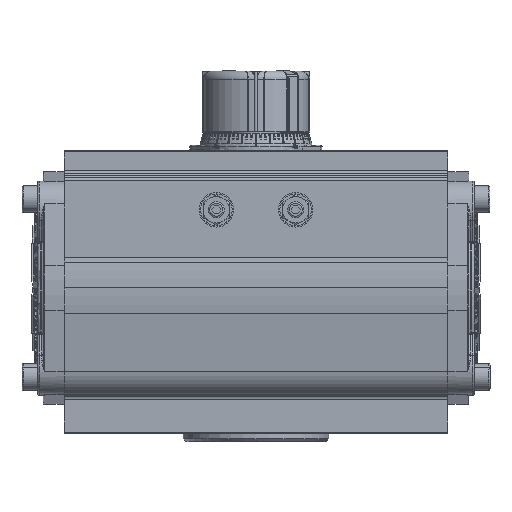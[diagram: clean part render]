
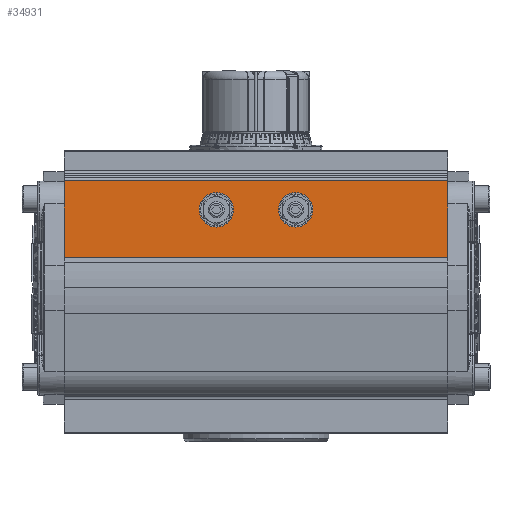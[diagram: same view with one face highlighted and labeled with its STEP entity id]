
A CAD part, top view. The second image highlights one B-rep face of the part: STEP entity #34931.
In plain terms, the highlighted face is planar.
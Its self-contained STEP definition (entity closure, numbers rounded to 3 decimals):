
#633 = DIRECTION ( 'NONE',  ( -1., 0., 0. ) ) ;
#646 = DIRECTION ( 'NONE',  ( 0., 0., 1. ) ) ;
#656 = CARTESIAN_POINT ( 'NONE',  ( -19.876, -0.323, 30. ) ) ;
#2103 = FACE_BOUND ( 'NONE', #34958, .T. ) ;
#2129 = PLANE ( 'NONE',  #2132 ) ;
#2130 = FACE_OUTER_BOUND ( 'NONE', #34835, .T. ) ;
#2132 = AXIS2_PLACEMENT_3D ( 'NONE', #656, #633, #646 ) ;
#2140 = CARTESIAN_POINT ( 'NONE',  ( -19.876, -72.773, -1. ) ) ;
#2141 = CARTESIAN_POINT ( 'NONE',  ( -19.876, 72.127, -1. ) ) ;
#2142 = DIRECTION ( 'NONE',  ( 0., 0., -1. ) ) ;
#2143 = VECTOR ( 'NONE', #2142, 1000. ) ;
#2144 = CARTESIAN_POINT ( 'NONE',  ( -19.876, 72.127, 19.234 ) ) ;
#2145 = LINE ( 'NONE', #2144, #2143 ) ;
#2148 = DIRECTION ( 'NONE',  ( 0., 1., 0. ) ) ;
#2149 = VECTOR ( 'NONE', #2148, 1000. ) ;
#2150 = FACE_BOUND ( 'NONE', #34855, .T. ) ;
#2152 = CARTESIAN_POINT ( 'NONE',  ( -19.876, -0.323, -1. ) ) ;
#2153 = LINE ( 'NONE', #2152, #2149 ) ;
#10692 = EDGE_CURVE ( 'NONE', #12361, #61837, #103050, .T. ) ;
#11336 = VERTEX_POINT ( 'NONE', #103186 ) ;
#11388 = VERTEX_POINT ( 'NONE', #103125 ) ;
#12004 = EDGE_CURVE ( 'NONE', #11336, #11388, #103397, .T. ) ;
#12207 = EDGE_CURVE ( 'NONE', #20723, #61923, #103440, .T. ) ;
#12361 = VERTEX_POINT ( 'NONE', #103481 ) ;
#20640 = EDGE_CURVE ( 'NONE', #61924, #20723, #103799, .T. ) ;
#20723 = VERTEX_POINT ( 'NONE', #103845 ) ;
#21067 = EDGE_CURVE ( 'NONE', #61900, #12361, #104237, .T. ) ;
#34835 = EDGE_LOOP ( 'NONE', ( #57783, #34920, #34923, #34922 ) ) ;
#34855 = EDGE_LOOP ( 'NONE', ( #34948, #34935, #34932 ) ) ;
#34912 = EDGE_CURVE ( 'NONE', #34916, #34918, #2153, .T. ) ;
#34913 = EDGE_CURVE ( 'NONE', #11388, #34918, #2145, .T. ) ;
#34916 = VERTEX_POINT ( 'NONE', #2140 ) ;
#34918 = VERTEX_POINT ( 'NONE', #2141 ) ;
#34920 = ORIENTED_EDGE ( 'NONE', *, *, #57784, .T. ) ;
#34922 = ORIENTED_EDGE ( 'NONE', *, *, #34913, .T. ) ;
#34923 = ORIENTED_EDGE ( 'NONE', *, *, #12004, .T. ) ;
#34931 = ADVANCED_FACE ( 'NONE', ( #2150, #2103, #2130 ), #2129, .T. ) ;
#34932 = ORIENTED_EDGE ( 'NONE', *, *, #20640, .T. ) ;
#34935 = ORIENTED_EDGE ( 'NONE', *, *, #61852, .T. ) ;
#34937 = ORIENTED_EDGE ( 'NONE', *, *, #21067, .T. ) ;
#34940 = ORIENTED_EDGE ( 'NONE', *, *, #61903, .T. ) ;
#34946 = ORIENTED_EDGE ( 'NONE', *, *, #10692, .T. ) ;
#34948 = ORIENTED_EDGE ( 'NONE', *, *, #12207, .T. ) ;
#34958 = EDGE_LOOP ( 'NONE', ( #34946, #34940, #34937 ) ) ;
#53176 = DIRECTION ( 'NONE',  ( 0., 0., 1. ) ) ;
#53177 = VECTOR ( 'NONE', #53176, 1000. ) ;
#53178 = CARTESIAN_POINT ( 'NONE',  ( -19.876, -72.773, -5.308 ) ) ;
#53179 = LINE ( 'NONE', #53178, #53177 ) ;
#57783 = ORIENTED_EDGE ( 'NONE', *, *, #34912, .F. ) ;
#57784 = EDGE_CURVE ( 'NONE', #34916, #11336, #53179, .T. ) ;
#61837 = VERTEX_POINT ( 'NONE', #72953 ) ;
#61852 = EDGE_CURVE ( 'NONE', #61923, #61924, #73053, .T. ) ;
#61900 = VERTEX_POINT ( 'NONE', #73141 ) ;
#61903 = EDGE_CURVE ( 'NONE', #61837, #61900, #73096, .T. ) ;
#61923 = VERTEX_POINT ( 'NONE', #73162 ) ;
#61924 = VERTEX_POINT ( 'NONE', #73191 ) ;
#72953 = CARTESIAN_POINT ( 'NONE',  ( -19.876, -15.323, 10.5 ) ) ;
#72994 = AXIS2_PLACEMENT_3D ( 'NONE', #73008, #73046, #73045 ) ;
#73008 = CARTESIAN_POINT ( 'NONE',  ( -19.876, 14.677, 17. ) ) ;
#73045 = DIRECTION ( 'NONE',  ( 0., 0., -1. ) ) ;
#73046 = DIRECTION ( 'NONE',  ( 1., 0., 0. ) ) ;
#73053 = CIRCLE ( 'NONE', #72994, 6.5 ) ;
#73088 = AXIS2_PLACEMENT_3D ( 'NONE', #73130, #73129, #73128 ) ;
#73096 = CIRCLE ( 'NONE', #73088, 6.5 ) ;
#73128 = DIRECTION ( 'NONE',  ( 0., 0., -1. ) ) ;
#73129 = DIRECTION ( 'NONE',  ( 1., 0., 0. ) ) ;
#73130 = CARTESIAN_POINT ( 'NONE',  ( -19.876, -15.323, 17. ) ) ;
#73141 = CARTESIAN_POINT ( 'NONE',  ( -19.876, -8.823, 17. ) ) ;
#73162 = CARTESIAN_POINT ( 'NONE',  ( -19.876, 14.677, 10.5 ) ) ;
#73191 = CARTESIAN_POINT ( 'NONE',  ( -19.876, 21.177, 17. ) ) ;
#103050 = CIRCLE ( 'NONE', #103113, 6.5 ) ;
#103107 = DIRECTION ( 'NONE',  ( 0., 0., -1. ) ) ;
#103108 = DIRECTION ( 'NONE',  ( 1., 0., 0. ) ) ;
#103109 = CARTESIAN_POINT ( 'NONE',  ( -19.876, -15.323, 17. ) ) ;
#103113 = AXIS2_PLACEMENT_3D ( 'NONE', #103109, #103108, #103107 ) ;
#103125 = CARTESIAN_POINT ( 'NONE',  ( -19.876, 72.127, 28. ) ) ;
#103186 = CARTESIAN_POINT ( 'NONE',  ( -19.876, -72.773, 28. ) ) ;
#103395 = DIRECTION ( 'NONE',  ( 0., 1., 0. ) ) ;
#103396 = CARTESIAN_POINT ( 'NONE',  ( -19.876, -0.323, 28. ) ) ;
#103397 = LINE ( 'NONE', #103396, #103454 ) ;
#103422 = DIRECTION ( 'NONE',  ( 0., 0., -1. ) ) ;
#103423 = AXIS2_PLACEMENT_3D ( 'NONE', #103430, #103433, #103422 ) ;
#103430 = CARTESIAN_POINT ( 'NONE',  ( -19.876, 14.677, 17. ) ) ;
#103433 = DIRECTION ( 'NONE',  ( 1., 0., 0. ) ) ;
#103440 = CIRCLE ( 'NONE', #103423, 6.5 ) ;
#103454 = VECTOR ( 'NONE', #103395, 1000. ) ;
#103481 = CARTESIAN_POINT ( 'NONE',  ( -19.876, -21.823, 17. ) ) ;
#103799 = CIRCLE ( 'NONE', #103846, 6.5 ) ;
#103840 = DIRECTION ( 'NONE',  ( 0., 0., -1. ) ) ;
#103841 = DIRECTION ( 'NONE',  ( 1., 0., 0. ) ) ;
#103842 = CARTESIAN_POINT ( 'NONE',  ( -19.876, 14.677, 17. ) ) ;
#103845 = CARTESIAN_POINT ( 'NONE',  ( -19.876, 8.177, 17. ) ) ;
#103846 = AXIS2_PLACEMENT_3D ( 'NONE', #103842, #103841, #103840 ) ;
#104160 = DIRECTION ( 'NONE',  ( 1., 0., 0. ) ) ;
#104166 = AXIS2_PLACEMENT_3D ( 'NONE', #104185, #104160, #104229 ) ;
#104185 = CARTESIAN_POINT ( 'NONE',  ( -19.876, -15.323, 17. ) ) ;
#104229 = DIRECTION ( 'NONE',  ( 0., 0., -1. ) ) ;
#104237 = CIRCLE ( 'NONE', #104166, 6.5 ) ;
